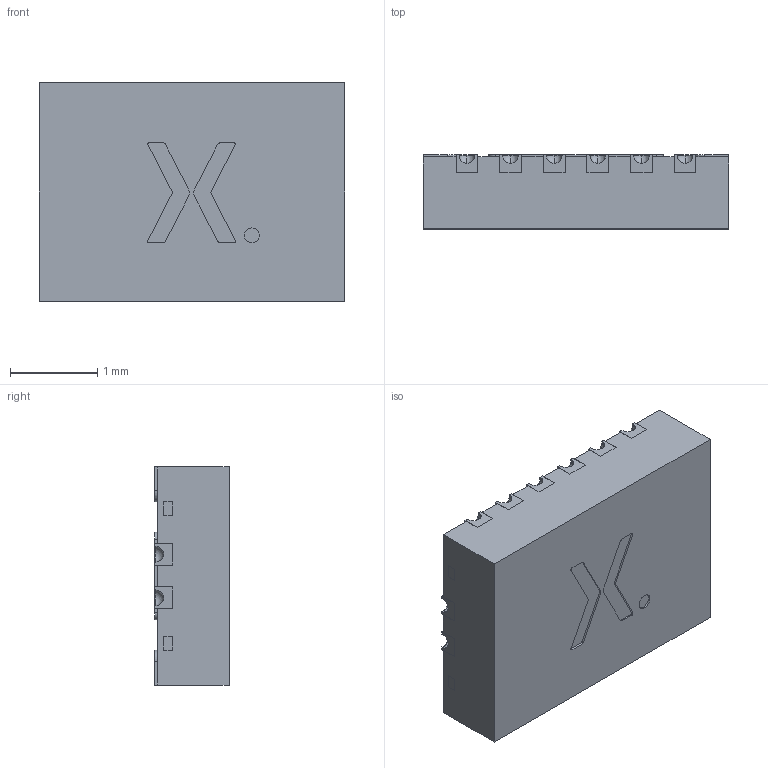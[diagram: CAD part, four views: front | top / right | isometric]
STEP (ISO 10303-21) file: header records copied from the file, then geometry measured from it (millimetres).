
FILE_DESCRIPTION (( '3D model for products with SOT763-1 package' ), '1' );
FILE_NAME ('SOT763-1.STEP', '2019-09-26T08:00:50', ( 'Packaging R&D' ), ( 'Nexperia' ), 'SwSTEP 2.0', 'SolidWorks 2019', '' );
FILE_SCHEMA (( 'AUTOMOTIVE_DESIGN' ));
Length unit declared in the file: millimetre
Products named in the file (3): SOT763-1; SOT763-1 LF; SOT763-1 Mold Body
Assembly tree (2 placements, depth 2):
  SOT763-1
    SOT763-1 LF
    SOT763-1 Mold Body
Bounding box: 3.5 x 0.85 x 2.5 mm (x, y, z)
Volume: 7.3 mm3; surface area: 43 mm2
Topology: 22 solids, 22 shells, 389 faces, 993 edges, 628 vertices
Faces by surface type: plane 238, cylinder 123, sphere 28
Entity records: 13575 total; most frequent: DIRECTION 2013, CARTESIAN_POINT 1979, ORIENTED_EDGE 1922, EDGE_CURVE 961, LINE 697, VECTOR 697, AXIS2_PLACEMENT_3D 658, VERTEX_POINT 624
